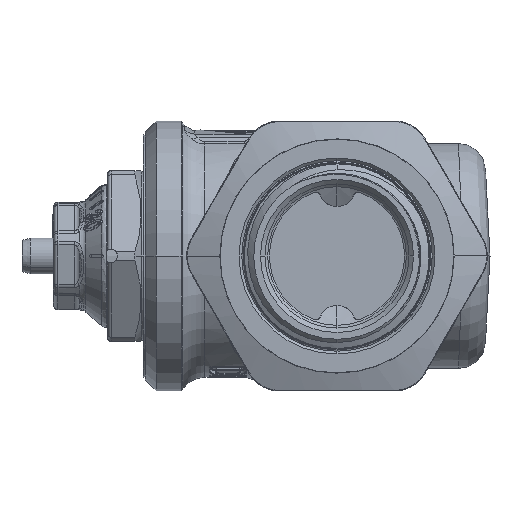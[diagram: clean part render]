
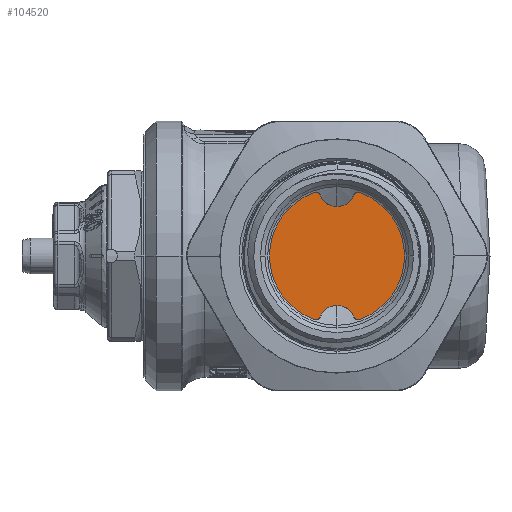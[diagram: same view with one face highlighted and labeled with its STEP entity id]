
A CAD part, left-side view. The second image highlights one B-rep face of the part: STEP entity #104520.
In plain terms, the highlighted planar face has unit normal (-1, 0, 0).
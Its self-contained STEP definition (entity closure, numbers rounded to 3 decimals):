
#30068=CARTESIAN_POINT('',(-3.002,36.495,
0.182));
#30069=DIRECTION('',(1.,0.,0.));
#30070=DIRECTION('',(0.,-1.,0.));
#30071=AXIS2_PLACEMENT_3D('',#30068,#30069,#30070);
#30073=CARTESIAN_POINT('',(-3.002,36.495,
0.182));
#30074=DIRECTION('',(1.,0.,0.));
#30075=DIRECTION('',(0.,1.,0.));
#30076=AXIS2_PLACEMENT_3D('',#30073,#30074,#30075);
#34524=CARTESIAN_POINT('',(-3.002,45.495,
0.182));
#34525=CARTESIAN_POINT('',(-3.002,27.495,
0.182));
#34526=VERTEX_POINT('',#34524);
#34527=VERTEX_POINT('',#34525);
#104510=CARTESIAN_POINT('',(-3.002,36.495,
0.182));
#104511=DIRECTION('',(-1.,0.,0.));
#104512=DIRECTION('',(0.,-1.,0.));
#104513=AXIS2_PLACEMENT_3D('',#104510,#104511,#104512);
#104514=PLANE('',#104513);
#104516=ORIENTED_EDGE('',*,*,#104515,.T.);
#104517=ORIENTED_EDGE('',*,*,#104500,.T.);
#104518=EDGE_LOOP('',(#104516,#104517));
#104519=FACE_OUTER_BOUND('',#104518,.F.);
#104520=ADVANCED_FACE('',(#104519),#104514,.T.);
#30072=CIRCLE('',#30071,9.);
#30077=CIRCLE('',#30076,9.);
#104500=EDGE_CURVE('',#34527,#34526,#30072,.T.);
#104515=EDGE_CURVE('',#34526,#34527,#30077,.T.);
